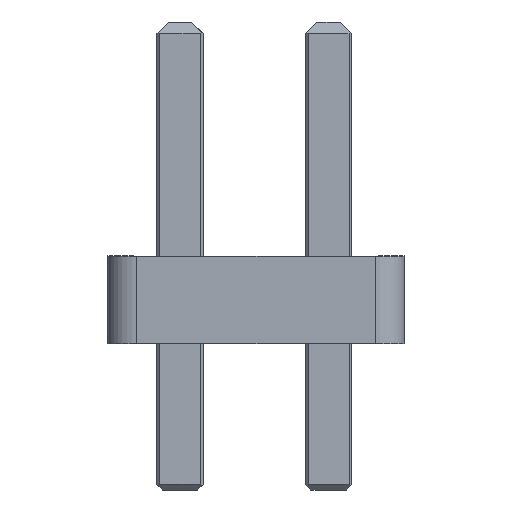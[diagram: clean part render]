
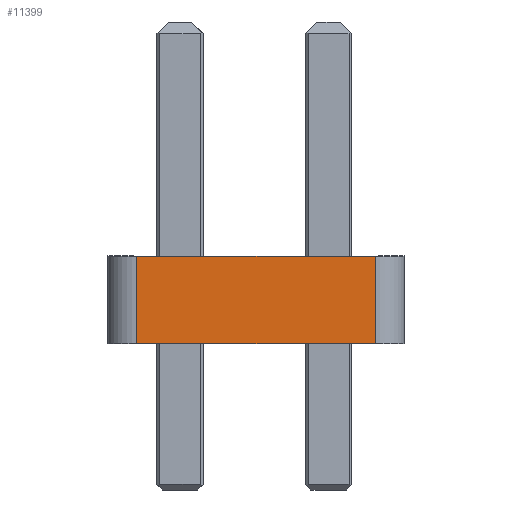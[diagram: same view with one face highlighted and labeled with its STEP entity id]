
A CAD part, left-side view. The second image highlights one B-rep face of the part: STEP entity #11399.
In plain terms, the highlighted planar face has unit normal (-1, 0, 0).
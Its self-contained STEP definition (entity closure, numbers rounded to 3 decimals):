
#815=FACE_OUTER_BOUND('',#1439,.T.);
#1439=EDGE_LOOP('',(#10045,#10046,#10047,#10048));
#2864=LINE('',#18143,#4352);
#2865=LINE('',#18148,#4353);
#2866=LINE('',#18151,#4354);
#2867=LINE('',#18152,#4355);
#4352=VECTOR('',#14909,10.);
#4353=VECTOR('',#14916,10.);
#4354=VECTOR('',#14919,10.);
#4355=VECTOR('',#14920,10.);
#5442=VERTEX_POINT('',#18140);
#5443=VERTEX_POINT('',#18142);
#5444=VERTEX_POINT('',#18146);
#5445=VERTEX_POINT('',#18150);
#6988=EDGE_CURVE('',#5443,#5442,#2864,.T.);
#6991=EDGE_CURVE('',#5443,#5444,#2865,.T.);
#6992=EDGE_CURVE('',#5445,#5442,#2866,.T.);
#6993=EDGE_CURVE('',#5444,#5445,#2867,.T.);
#10045=ORIENTED_EDGE('',*,*,#6991,.F.);
#10046=ORIENTED_EDGE('',*,*,#6988,.T.);
#10047=ORIENTED_EDGE('',*,*,#6992,.F.);
#10048=ORIENTED_EDGE('',*,*,#6993,.F.);
#10789=PLANE('',#12155);
#11399=ADVANCED_FACE('',(#815),#10789,.T.);
#12155=AXIS2_PLACEMENT_3D('',#18149,#14917,#14918);
#14909=DIRECTION('',(0.,-1.,0.));
#14916=DIRECTION('',(0.,0.,1.));
#14917=DIRECTION('center_axis',(-1.,0.,0.));
#14918=DIRECTION('ref_axis',(0.,0.,1.));
#14919=DIRECTION('',(0.,0.,-1.));
#14920=DIRECTION('',(0.,-1.,0.));
#18140=CARTESIAN_POINT('',(-15.24,-2.04,0.));
#18142=CARTESIAN_POINT('',(-15.24,2.04,0.));
#18143=CARTESIAN_POINT('',(-15.24,2.04,0.));
#18146=CARTESIAN_POINT('',(-15.24,2.04,1.5));
#18148=CARTESIAN_POINT('',(-15.24,2.04,0.));
#18149=CARTESIAN_POINT('Origin',(-15.24,0.,-0.01));
#18150=CARTESIAN_POINT('',(-15.24,-2.04,1.5));
#18151=CARTESIAN_POINT('',(-15.24,-2.04,1.5));
#18152=CARTESIAN_POINT('',(-15.24,2.04,1.5));
